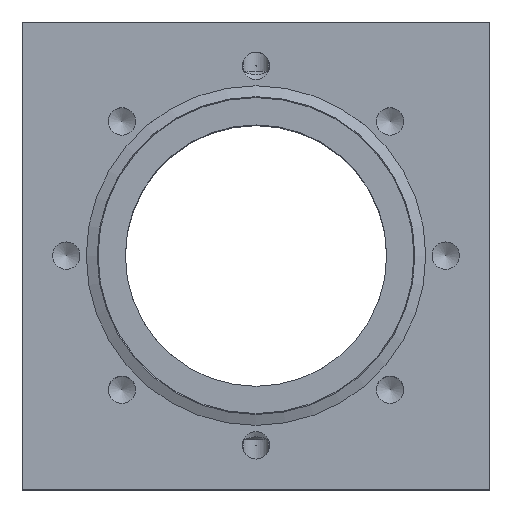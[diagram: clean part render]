
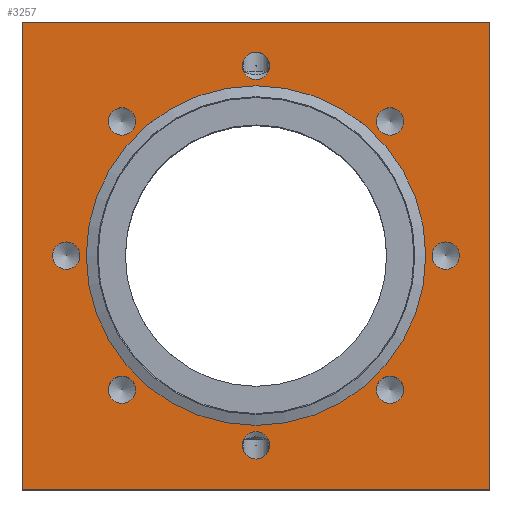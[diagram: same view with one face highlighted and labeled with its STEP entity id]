
A CAD part, top view. The second image highlights one B-rep face of the part: STEP entity #3257.
In plain terms, the highlighted planar face has unit normal (0, 0, 1).
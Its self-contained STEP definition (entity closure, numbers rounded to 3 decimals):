
#26=PLANE('',#3752);
#82=FACE_BOUND('',#655,.T.);
#83=FACE_BOUND('',#656,.T.);
#84=FACE_BOUND('',#657,.T.);
#85=FACE_BOUND('',#658,.T.);
#86=FACE_BOUND('',#659,.T.);
#87=FACE_BOUND('',#660,.T.);
#88=FACE_BOUND('',#661,.T.);
#89=FACE_BOUND('',#662,.T.);
#90=FACE_BOUND('',#663,.T.);
#427=FACE_OUTER_BOUND('',#654,.T.);
#654=EDGE_LOOP('',(#2980,#2981,#2982,#2983));
#655=EDGE_LOOP('',(#2984,#2985));
#656=EDGE_LOOP('',(#2986,#2987));
#657=EDGE_LOOP('',(#2988,#2989));
#658=EDGE_LOOP('',(#2990,#2991));
#659=EDGE_LOOP('',(#2992,#2993));
#660=EDGE_LOOP('',(#2994,#2995));
#661=EDGE_LOOP('',(#2996,#2997));
#662=EDGE_LOOP('',(#2998,#2999));
#663=EDGE_LOOP('',(#3000,#3001));
#788=LINE('',#6317,#924);
#792=LINE('',#6325,#928);
#795=LINE('',#6331,#931);
#798=LINE('',#6336,#934);
#924=VECTOR('',#4819,10.);
#928=VECTOR('',#4825,10.);
#931=VECTOR('',#4830,10.);
#934=VECTOR('',#4835,10.);
#974=CIRCLE('',#3362,3.324);
#975=CIRCLE('',#3363,3.324);
#1020=CIRCLE('',#3460,3.324);
#1021=CIRCLE('',#3461,3.324);
#1118=CIRCLE('',#3612,3.324);
#1119=CIRCLE('',#3613,3.324);
#1122=CIRCLE('',#3618,3.324);
#1123=CIRCLE('',#3619,3.324);
#1126=CIRCLE('',#3624,3.324);
#1127=CIRCLE('',#3625,3.324);
#1130=CIRCLE('',#3631,3.324);
#1131=CIRCLE('',#3632,3.324);
#1134=CIRCLE('',#3637,3.324);
#1135=CIRCLE('',#3638,3.324);
#1138=CIRCLE('',#3643,3.324);
#1139=CIRCLE('',#3644,3.324);
#1156=CIRCLE('',#3670,41.25);
#1157=CIRCLE('',#3671,41.25);
#1258=VERTEX_POINT('',#5272);
#1259=VERTEX_POINT('',#5273);
#1330=VERTEX_POINT('',#5728);
#1331=VERTEX_POINT('',#5729);
#1451=VERTEX_POINT('',#6050);
#1452=VERTEX_POINT('',#6051);
#1456=VERTEX_POINT('',#6063);
#1457=VERTEX_POINT('',#6064);
#1461=VERTEX_POINT('',#6076);
#1462=VERTEX_POINT('',#6077);
#1466=VERTEX_POINT('',#6090);
#1467=VERTEX_POINT('',#6091);
#1471=VERTEX_POINT('',#6103);
#1472=VERTEX_POINT('',#6104);
#1476=VERTEX_POINT('',#6116);
#1477=VERTEX_POINT('',#6117);
#1494=VERTEX_POINT('',#6167);
#1495=VERTEX_POINT('',#6169);
#1545=VERTEX_POINT('',#6315);
#1546=VERTEX_POINT('',#6316);
#1549=VERTEX_POINT('',#6324);
#1551=VERTEX_POINT('',#6330);
#1645=EDGE_CURVE('',#1258,#1259,#974,.T.);
#1646=EDGE_CURVE('',#1259,#1258,#975,.T.);
#1749=EDGE_CURVE('',#1330,#1331,#1020,.T.);
#1750=EDGE_CURVE('',#1331,#1330,#1021,.T.);
#1896=EDGE_CURVE('',#1451,#1452,#1118,.T.);
#1897=EDGE_CURVE('',#1452,#1451,#1119,.T.);
#1902=EDGE_CURVE('',#1456,#1457,#1122,.T.);
#1903=EDGE_CURVE('',#1457,#1456,#1123,.T.);
#1908=EDGE_CURVE('',#1461,#1462,#1126,.T.);
#1909=EDGE_CURVE('',#1462,#1461,#1127,.T.);
#1914=EDGE_CURVE('',#1466,#1467,#1130,.T.);
#1915=EDGE_CURVE('',#1467,#1466,#1131,.T.);
#1920=EDGE_CURVE('',#1471,#1472,#1134,.T.);
#1921=EDGE_CURVE('',#1472,#1471,#1135,.T.);
#1926=EDGE_CURVE('',#1476,#1477,#1138,.T.);
#1927=EDGE_CURVE('',#1477,#1476,#1139,.T.);
#1951=EDGE_CURVE('',#1495,#1494,#1156,.T.);
#1952=EDGE_CURVE('',#1494,#1495,#1157,.T.);
#2024=EDGE_CURVE('',#1545,#1546,#788,.T.);
#2028=EDGE_CURVE('',#1549,#1545,#792,.T.);
#2031=EDGE_CURVE('',#1551,#1549,#795,.T.);
#2034=EDGE_CURVE('',#1546,#1551,#798,.T.);
#2980=ORIENTED_EDGE('',*,*,#2034,.F.);
#2981=ORIENTED_EDGE('',*,*,#2024,.F.);
#2982=ORIENTED_EDGE('',*,*,#2028,.F.);
#2983=ORIENTED_EDGE('',*,*,#2031,.F.);
#2984=ORIENTED_EDGE('',*,*,#1896,.T.);
#2985=ORIENTED_EDGE('',*,*,#1897,.T.);
#2986=ORIENTED_EDGE('',*,*,#1902,.T.);
#2987=ORIENTED_EDGE('',*,*,#1903,.T.);
#2988=ORIENTED_EDGE('',*,*,#1908,.T.);
#2989=ORIENTED_EDGE('',*,*,#1909,.T.);
#2990=ORIENTED_EDGE('',*,*,#1749,.T.);
#2991=ORIENTED_EDGE('',*,*,#1750,.T.);
#2992=ORIENTED_EDGE('',*,*,#1914,.T.);
#2993=ORIENTED_EDGE('',*,*,#1915,.T.);
#2994=ORIENTED_EDGE('',*,*,#1920,.T.);
#2995=ORIENTED_EDGE('',*,*,#1921,.T.);
#2996=ORIENTED_EDGE('',*,*,#1926,.T.);
#2997=ORIENTED_EDGE('',*,*,#1927,.T.);
#2998=ORIENTED_EDGE('',*,*,#1645,.T.);
#2999=ORIENTED_EDGE('',*,*,#1646,.T.);
#3000=ORIENTED_EDGE('',*,*,#1951,.T.);
#3001=ORIENTED_EDGE('',*,*,#1952,.T.);
#3257=ADVANCED_FACE('',(#427,#82,#83,#84,#85,#86,#87,#88,#89,#90),#26,.T.);
#3362=AXIS2_PLACEMENT_3D('',#5274,#3941,#3942);
#3363=AXIS2_PLACEMENT_3D('',#5275,#3943,#3944);
#3460=AXIS2_PLACEMENT_3D('',#5730,#4159,#4160);
#3461=AXIS2_PLACEMENT_3D('',#5731,#4161,#4162);
#3612=AXIS2_PLACEMENT_3D('',#6052,#4512,#4513);
#3613=AXIS2_PLACEMENT_3D('',#6053,#4514,#4515);
#3618=AXIS2_PLACEMENT_3D('',#6065,#4526,#4527);
#3619=AXIS2_PLACEMENT_3D('',#6066,#4528,#4529);
#3624=AXIS2_PLACEMENT_3D('',#6078,#4540,#4541);
#3625=AXIS2_PLACEMENT_3D('',#6079,#4542,#4543);
#3631=AXIS2_PLACEMENT_3D('',#6092,#4556,#4557);
#3632=AXIS2_PLACEMENT_3D('',#6093,#4558,#4559);
#3637=AXIS2_PLACEMENT_3D('',#6105,#4570,#4571);
#3638=AXIS2_PLACEMENT_3D('',#6106,#4572,#4573);
#3643=AXIS2_PLACEMENT_3D('',#6118,#4584,#4585);
#3644=AXIS2_PLACEMENT_3D('',#6119,#4586,#4587);
#3670=AXIS2_PLACEMENT_3D('',#6170,#4645,#4646);
#3671=AXIS2_PLACEMENT_3D('',#6171,#4647,#4648);
#3752=AXIS2_PLACEMENT_3D('',#6339,#4839,#4840);
#3941=DIRECTION('center_axis',(0.,0.,-1.));
#3942=DIRECTION('ref_axis',(1.,0.,0.));
#3943=DIRECTION('center_axis',(0.,0.,-1.));
#3944=DIRECTION('ref_axis',(1.,0.,0.));
#4159=DIRECTION('center_axis',(0.,0.,-1.));
#4160=DIRECTION('ref_axis',(-1.,0.,0.));
#4161=DIRECTION('center_axis',(0.,0.,-1.));
#4162=DIRECTION('ref_axis',(-1.,0.,0.));
#4512=DIRECTION('center_axis',(0.,0.,-1.));
#4513=DIRECTION('ref_axis',(0.707,0.707,0.));
#4514=DIRECTION('center_axis',(0.,0.,-1.));
#4515=DIRECTION('ref_axis',(0.707,0.707,0.));
#4526=DIRECTION('center_axis',(0.,0.,-1.));
#4527=DIRECTION('ref_axis',(0.,1.,0.));
#4528=DIRECTION('center_axis',(0.,0.,-1.));
#4529=DIRECTION('ref_axis',(0.,1.,0.));
#4540=DIRECTION('center_axis',(0.,0.,-1.));
#4541=DIRECTION('ref_axis',(-0.707,0.707,0.));
#4542=DIRECTION('center_axis',(0.,0.,-1.));
#4543=DIRECTION('ref_axis',(-0.707,0.707,0.));
#4556=DIRECTION('center_axis',(0.,0.,-1.));
#4557=DIRECTION('ref_axis',(-0.707,-0.707,0.));
#4558=DIRECTION('center_axis',(0.,0.,-1.));
#4559=DIRECTION('ref_axis',(-0.707,-0.707,0.));
#4570=DIRECTION('center_axis',(0.,0.,-1.));
#4571=DIRECTION('ref_axis',(0.,-1.,0.));
#4572=DIRECTION('center_axis',(0.,0.,-1.));
#4573=DIRECTION('ref_axis',(0.,-1.,0.));
#4584=DIRECTION('center_axis',(0.,0.,-1.));
#4585=DIRECTION('ref_axis',(0.707,-0.707,0.));
#4586=DIRECTION('center_axis',(0.,0.,-1.));
#4587=DIRECTION('ref_axis',(0.707,-0.707,0.));
#4645=DIRECTION('center_axis',(0.,0.,-1.));
#4646=DIRECTION('ref_axis',(0.,-1.,0.));
#4647=DIRECTION('center_axis',(0.,0.,-1.));
#4648=DIRECTION('ref_axis',(0.,-1.,0.));
#4819=DIRECTION('',(0.,1.,0.));
#4825=DIRECTION('',(-1.,0.,0.));
#4830=DIRECTION('',(0.,-1.,0.));
#4835=DIRECTION('',(1.,0.,0.));
#4839=DIRECTION('center_axis',(0.,0.,1.));
#4840=DIRECTION('ref_axis',(1.,0.,0.));
#5272=CARTESIAN_POINT('',(3.324,46.1,0.));
#5273=CARTESIAN_POINT('',(-3.324,46.1,0.));
#5274=CARTESIAN_POINT('Origin',(0.,46.1,0.));
#5275=CARTESIAN_POINT('Origin',(0.,46.1,0.));
#5728=CARTESIAN_POINT('',(-3.323,-46.1,0.));
#5729=CARTESIAN_POINT('',(3.324,-46.1,0.));
#5730=CARTESIAN_POINT('Origin',(0.,-46.1,0.));
#5731=CARTESIAN_POINT('Origin',(0.,-46.1,0.));
#6050=CARTESIAN_POINT('',(-30.248,34.948,0.));
#6051=CARTESIAN_POINT('',(-34.948,30.248,0.));
#6052=CARTESIAN_POINT('Origin',(-32.598,32.598,0.));
#6053=CARTESIAN_POINT('Origin',(-32.598,32.598,0.));
#6063=CARTESIAN_POINT('',(-46.1,3.323,0.));
#6064=CARTESIAN_POINT('',(-46.1,-3.324,0.));
#6065=CARTESIAN_POINT('Origin',(-46.1,0.,0.));
#6066=CARTESIAN_POINT('Origin',(-46.1,0.,0.));
#6076=CARTESIAN_POINT('',(-34.948,-30.248,0.));
#6077=CARTESIAN_POINT('',(-30.248,-34.948,0.));
#6078=CARTESIAN_POINT('Origin',(-32.598,-32.598,0.));
#6079=CARTESIAN_POINT('Origin',(-32.598,-32.598,0.));
#6090=CARTESIAN_POINT('',(30.248,-34.948,0.));
#6091=CARTESIAN_POINT('',(34.948,-30.248,0.));
#6092=CARTESIAN_POINT('Origin',(32.598,-32.598,0.));
#6093=CARTESIAN_POINT('Origin',(32.598,-32.598,0.));
#6103=CARTESIAN_POINT('',(46.1,-3.324,0.));
#6104=CARTESIAN_POINT('',(46.1,3.324,0.));
#6105=CARTESIAN_POINT('Origin',(46.1,0.,0.));
#6106=CARTESIAN_POINT('Origin',(46.1,0.,0.));
#6116=CARTESIAN_POINT('',(34.948,30.248,0.));
#6117=CARTESIAN_POINT('',(30.248,34.948,0.));
#6118=CARTESIAN_POINT('Origin',(32.598,32.598,0.));
#6119=CARTESIAN_POINT('Origin',(32.598,32.598,0.));
#6167=CARTESIAN_POINT('',(0.,41.25,0.));
#6169=CARTESIAN_POINT('',(0.,-41.25,0.));
#6170=CARTESIAN_POINT('Origin',(0.,0.,
0.));
#6171=CARTESIAN_POINT('Origin',(0.,0.,
0.));
#6315=CARTESIAN_POINT('',(-56.75,-56.75,0.));
#6316=CARTESIAN_POINT('',(-56.75,56.75,0.));
#6317=CARTESIAN_POINT('',(-56.75,-56.75,0.));
#6324=CARTESIAN_POINT('',(56.75,-56.75,0.));
#6325=CARTESIAN_POINT('',(56.75,-56.75,0.));
#6330=CARTESIAN_POINT('',(56.75,56.75,0.));
#6331=CARTESIAN_POINT('',(56.75,56.75,0.));
#6336=CARTESIAN_POINT('',(-56.75,56.75,0.));
#6339=CARTESIAN_POINT('Origin',(0.,0.,0.));
